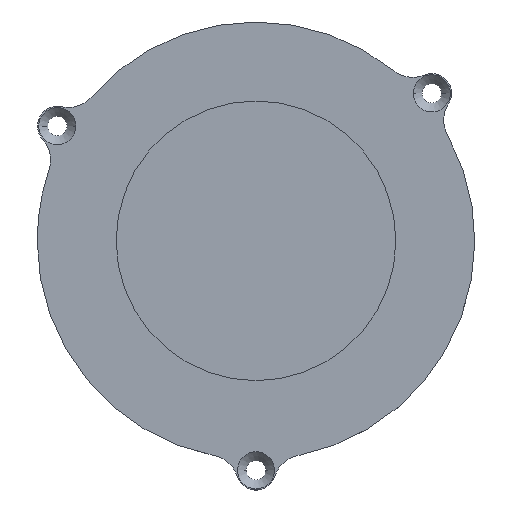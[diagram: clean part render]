
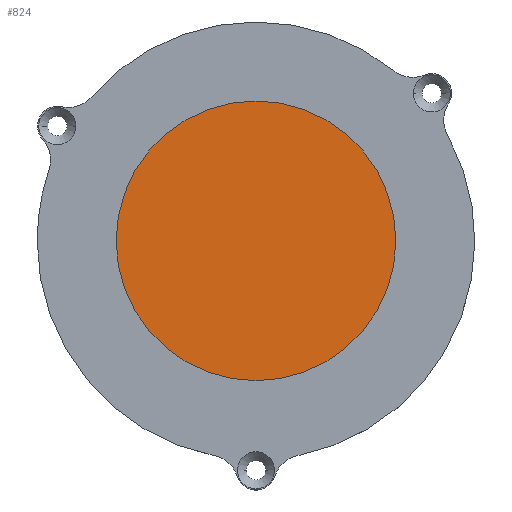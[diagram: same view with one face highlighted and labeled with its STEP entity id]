
A CAD part, top view. The second image highlights one B-rep face of the part: STEP entity #824.
In plain terms, the highlighted planar face has unit normal (0, 0, 1).
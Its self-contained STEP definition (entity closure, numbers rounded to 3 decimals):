
#64 = CIRCLE ( 'NONE', #667, 46. ) ;
#71 = ORIENTED_EDGE ( 'NONE', *, *, #353, .T. ) ;
#139 = ORIENTED_EDGE ( 'NONE', *, *, #426, .T. ) ;
#210 = DIRECTION ( 'NONE',  ( 1., 0., 0. ) ) ;
#243 = DIRECTION ( 'NONE',  ( 1., 0., 0. ) ) ;
#325 = CARTESIAN_POINT ( 'NONE',  ( 0., 0., 3. ) ) ;
#348 = CIRCLE ( 'NONE', #636, 46. ) ;
#353 = EDGE_CURVE ( 'NONE', #442, #415, #348, .T. ) ;
#393 = CARTESIAN_POINT ( 'NONE',  ( 0., 0., 3. ) ) ;
#415 = VERTEX_POINT ( 'NONE', #1068 ) ;
#426 = EDGE_CURVE ( 'NONE', #415, #442, #64, .T. ) ;
#439 = FACE_OUTER_BOUND ( 'NONE', #750, .T. ) ;
#442 = VERTEX_POINT ( 'NONE', #640 ) ;
#472 = DIRECTION ( 'NONE',  ( 1., 0., 0. ) ) ;
#636 = AXIS2_PLACEMENT_3D ( 'NONE', #325, #1005, #243 ) ;
#640 = CARTESIAN_POINT ( 'NONE',  ( -46., 0., 3. ) ) ;
#667 = AXIS2_PLACEMENT_3D ( 'NONE', #393, #897, #472 ) ;
#750 = EDGE_LOOP ( 'NONE', ( #139, #71 ) ) ;
#778 = PLANE ( 'NONE',  #906 ) ;
#800 = CARTESIAN_POINT ( 'NONE',  ( 0., 0., 3. ) ) ;
#824 = ADVANCED_FACE ( 'NONE', ( #439 ), #778, .T. ) ;
#897 = DIRECTION ( 'NONE',  ( 0., 0., 1. ) ) ;
#906 = AXIS2_PLACEMENT_3D ( 'NONE', #800, #1035, #210 ) ;
#1005 = DIRECTION ( 'NONE',  ( 0., 0., 1. ) ) ;
#1035 = DIRECTION ( 'NONE',  ( 0., 0., 1. ) ) ;
#1068 = CARTESIAN_POINT ( 'NONE',  ( 46., 0., 3. ) ) ;
